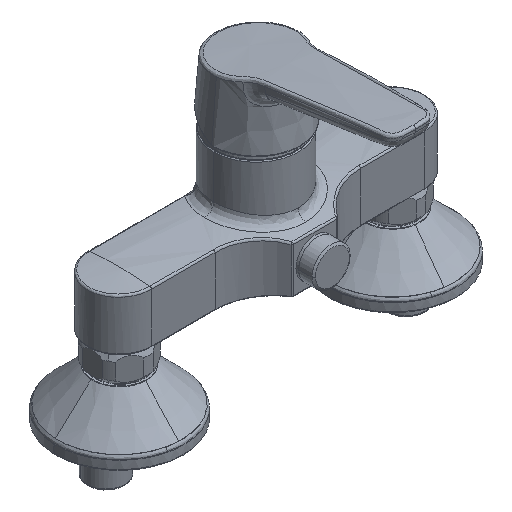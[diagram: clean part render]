
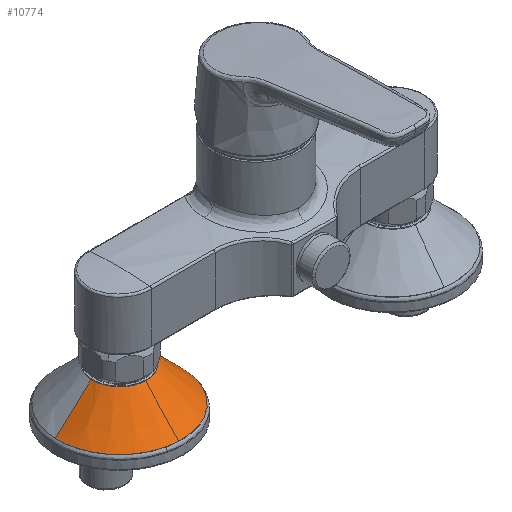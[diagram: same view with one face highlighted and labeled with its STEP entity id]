
A CAD part, isometric view. The second image highlights one B-rep face of the part: STEP entity #10774.
In plain terms, the highlighted conical face has half-angle 45 degrees and reference radius 34.121 mm.
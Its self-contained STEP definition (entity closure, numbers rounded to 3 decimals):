
#431 = VECTOR ( 'NONE', #3385, 1000. ) ;
#633 = DIRECTION ( 'NONE',  ( 0.707, -0.024, -0.707 ) ) ;
#678 = EDGE_CURVE ( 'NONE', #10357, #2431, #5125, .T. ) ;
#1178 = CARTESIAN_POINT ( 'NONE',  ( -109.102, 1.161, -49.424 ) ) ;
#1979 = VECTOR ( 'NONE', #633, 1000. ) ;
#2431 = VERTEX_POINT ( 'NONE', #33692 ) ;
#3176 = CARTESIAN_POINT ( 'NONE',  ( -40.898, -1.161, -49.424 ) ) ;
#3385 = DIRECTION ( 'NONE',  ( -0.707, 0.024, -0.707 ) ) ;
#3607 = VERTEX_POINT ( 'NONE', #27035 ) ;
#5047 = CIRCLE ( 'NONE', #36340, 15. ) ;
#5125 = CIRCLE ( 'NONE', #6342, 34.121 ) ;
#6066 = DIRECTION ( 'NONE',  ( 0., 0., 1. ) ) ;
#6342 = AXIS2_PLACEMENT_3D ( 'NONE', #24448, #6066, #27536 ) ;
#7363 = EDGE_CURVE ( 'NONE', #14089, #3607, #5047, .T. ) ;
#10357 = VERTEX_POINT ( 'NONE', #1178 ) ;
#10774 = ADVANCED_FACE ( 'NONE', ( #13553 ), #36109, .T. ) ;
#11133 = LINE ( 'NONE', #19012, #1979 ) ;
#13553 = FACE_OUTER_BOUND ( 'NONE', #32030, .T. ) ;
#13930 = ORIENTED_EDGE ( 'NONE', *, *, #31866, .T. ) ;
#14089 = VERTEX_POINT ( 'NONE', #18347 ) ;
#15360 = DIRECTION ( 'NONE',  ( 0., 0., 1. ) ) ;
#15413 = DIRECTION ( 'NONE',  ( 0., 0., -1. ) ) ;
#16539 = ORIENTED_EDGE ( 'NONE', *, *, #678, .T. ) ;
#17479 = DIRECTION ( 'NONE',  ( 0., 0., 1. ) ) ;
#18347 = CARTESIAN_POINT ( 'NONE',  ( -89.991, 0.51, -30.303 ) ) ;
#18478 = DIRECTION ( 'NONE',  ( -0.999, 0.034, 0. ) ) ;
#18847 = CIRCLE ( 'NONE', #34931, 34.121 ) ;
#19012 = CARTESIAN_POINT ( 'NONE',  ( -40.898, -1.161, -49.424 ) ) ;
#19379 = AXIS2_PLACEMENT_3D ( 'NONE', #39863, #15413, #18478 ) ;
#24331 = ORIENTED_EDGE ( 'NONE', *, *, #32947, .F. ) ;
#24448 = CARTESIAN_POINT ( 'NONE',  ( -75., 0., -49.424 ) ) ;
#25130 = CARTESIAN_POINT ( 'NONE',  ( -109.102, 1.161, -49.424 ) ) ;
#25532 = ORIENTED_EDGE ( 'NONE', *, *, #37309, .T. ) ;
#27035 = CARTESIAN_POINT ( 'NONE',  ( -60.009, -0.51, -30.303 ) ) ;
#27536 = DIRECTION ( 'NONE',  ( 0.861, -0.509, 0. ) ) ;
#31866 = EDGE_CURVE ( 'NONE', #2431, #34658, #18847, .T. ) ;
#32030 = EDGE_LOOP ( 'NONE', ( #24331, #34923, #25532, #16539, #13930 ) ) ;
#32947 = EDGE_CURVE ( 'NONE', #3607, #34658, #11133, .T. ) ;
#33692 = CARTESIAN_POINT ( 'NONE',  ( -45.629, -17.368, -49.424 ) ) ;
#33747 = CARTESIAN_POINT ( 'NONE',  ( -75., 0., -49.424 ) ) ;
#34658 = VERTEX_POINT ( 'NONE', #3176 ) ;
#34923 = ORIENTED_EDGE ( 'NONE', *, *, #7363, .F. ) ;
#34931 = AXIS2_PLACEMENT_3D ( 'NONE', #33747, #15360, #36840 ) ;
#35888 = CARTESIAN_POINT ( 'NONE',  ( -75., 0., -30.303 ) ) ;
#36109 = CONICAL_SURFACE ( 'NONE', #19379, 34.121, 0.785 ) ;
#36340 = AXIS2_PLACEMENT_3D ( 'NONE', #35888, #17479, #38974 ) ;
#36840 = DIRECTION ( 'NONE',  ( 0.861, -0.509, 0. ) ) ;
#37309 = EDGE_CURVE ( 'NONE', #14089, #10357, #39344, .T. ) ;
#38974 = DIRECTION ( 'NONE',  ( -0.999, 0.034, 0. ) ) ;
#39344 = LINE ( 'NONE', #25130, #431 ) ;
#39863 = CARTESIAN_POINT ( 'NONE',  ( -75., 0., -49.424 ) ) ;
